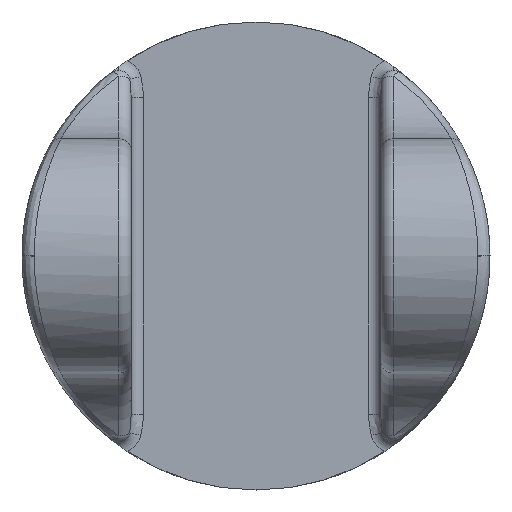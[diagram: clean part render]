
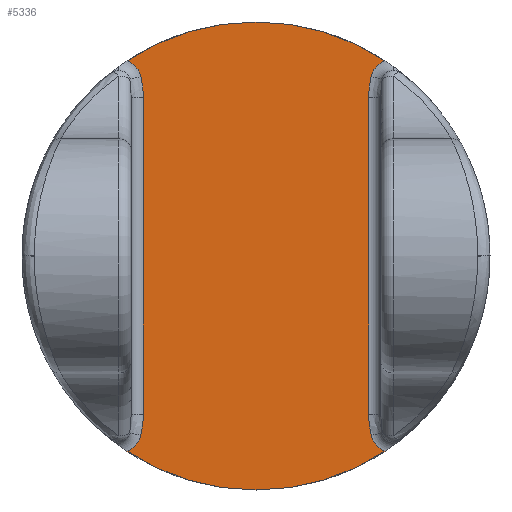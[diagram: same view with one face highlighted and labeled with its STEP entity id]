
A CAD part, front view. The second image highlights one B-rep face of the part: STEP entity #5336.
In plain terms, the highlighted planar face has unit normal (0, -1, 0).
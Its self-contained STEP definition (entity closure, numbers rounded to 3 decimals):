
#3 = ORIENTED_EDGE ( 'NONE', *, *, #299, .T. ) ;
#9 = VERTEX_POINT ( 'NONE', #5530 ) ;
#125 = ORIENTED_EDGE ( 'NONE', *, *, #5185, .T. ) ;
#184 = CARTESIAN_POINT ( 'NONE',  ( 0., 29.21, -19.05 ) ) ;
#193 = DIRECTION ( 'NONE',  ( 0., 0., 1. ) ) ;
#247 = DIRECTION ( 'NONE',  ( 0., 0., 1. ) ) ;
#272 = DIRECTION ( 'NONE',  ( 0., 1., 0. ) ) ;
#290 = EDGE_CURVE ( 'NONE', #452, #1437, #835, .T. ) ;
#299 = EDGE_CURVE ( 'NONE', #2006, #2143, #4561, .T. ) ;
#408 = CIRCLE ( 'NONE', #5017, 1.829 ) ;
#409 = EDGE_CURVE ( 'NONE', #4218, #452, #408, .T. ) ;
#428 = CIRCLE ( 'NONE', #716, 1.833 ) ;
#452 = VERTEX_POINT ( 'NONE', #2699 ) ;
#499 = CARTESIAN_POINT ( 'NONE',  ( 9.245, 29.21, -14.038 ) ) ;
#502 = CIRCLE ( 'NONE', #2422, 19.05 ) ;
#716 = AXIS2_PLACEMENT_3D ( 'NONE', #2628, #3532, #2659 ) ;
#717 = CARTESIAN_POINT ( 'NONE',  ( 9.16, 29.21, 14.187 ) ) ;
#746 = FACE_OUTER_BOUND ( 'NONE', #2647, .T. ) ;
#792 = CARTESIAN_POINT ( 'NONE',  ( 10.498, 29.21, 15.896 ) ) ;
#835 = B_SPLINE_CURVE_WITH_KNOTS ( 'NONE', 3,
 ( #2758, #499, #4585, #5525 ),
 .UNSPECIFIED., .F., .F.,
 ( 4, 4 ),
 ( 0., 0.002 ),
 .UNSPECIFIED. ) ;
#838 = VERTEX_POINT ( 'NONE', #4367 ) ;
#861 = CARTESIAN_POINT ( 'NONE',  ( -9.16, 29.21, 12.896 ) ) ;
#923 = VERTEX_POINT ( 'NONE', #792 ) ;
#1015 = CARTESIAN_POINT ( 'NONE',  ( -11.16, 29.21, 14.187 ) ) ;
#1060 = CARTESIAN_POINT ( 'NONE',  ( -9.375, 29.21, 14.605 ) ) ;
#1106 = CARTESIAN_POINT ( 'NONE',  ( 9.375, 29.21, 14.605 ) ) ;
#1159 = CARTESIAN_POINT ( 'NONE',  ( 9.243, 29.21, 14.043 ) ) ;
#1201 = DIRECTION ( 'NONE',  ( 0., 1., 0. ) ) ;
#1289 = AXIS2_PLACEMENT_3D ( 'NONE', #2477, #2533, #193 ) ;
#1309 = DIRECTION ( 'NONE',  ( 0., 1., 0. ) ) ;
#1393 = EDGE_CURVE ( 'NONE', #4218, #5176, #502, .T. ) ;
#1437 = VERTEX_POINT ( 'NONE', #2080 ) ;
#1500 = EDGE_CURVE ( 'NONE', #5176, #9, #3867, .T. ) ;
#1565 = CARTESIAN_POINT ( 'NONE',  ( -9.16, 29.21, -14.187 ) ) ;
#1577 = CARTESIAN_POINT ( 'NONE',  ( -11.16, 29.21, -14.187 ) ) ;
#1608 = AXIS2_PLACEMENT_3D ( 'NONE', #4921, #4832, #3965 ) ;
#1689 = EDGE_CURVE ( 'NONE', #2143, #3762, #2933, .T. ) ;
#1761 = EDGE_CURVE ( 'NONE', #838, #5513, #4270, .T. ) ;
#1806 = VERTEX_POINT ( 'NONE', #4280 ) ;
#1811 = AXIS2_PLACEMENT_3D ( 'NONE', #5439, #2611, #3966 ) ;
#1938 = AXIS2_PLACEMENT_3D ( 'NONE', #3439, #272, #3914 ) ;
#1942 = CARTESIAN_POINT ( 'NONE',  ( 10.503, 29.21, -15.893 ) ) ;
#2006 = VERTEX_POINT ( 'NONE', #4441 ) ;
#2008 = CARTESIAN_POINT ( 'NONE',  ( -9.16, 29.21, -13.463 ) ) ;
#2012 = DIRECTION ( 'NONE',  ( 0., 0., 1. ) ) ;
#2080 = CARTESIAN_POINT ( 'NONE',  ( 9.16, 29.21, -12.876 ) ) ;
#2103 = CIRCLE ( 'NONE', #4977, 1.833 ) ;
#2143 = VERTEX_POINT ( 'NONE', #3967 ) ;
#2176 = B_SPLINE_CURVE_WITH_KNOTS ( 'NONE', 3,
 ( #3399, #4742, #1159, #1106 ),
 .UNSPECIFIED., .F., .F.,
 ( 4, 4 ),
 ( 0., 0.002 ),
 .UNSPECIFIED. ) ;
#2384 = ORIENTED_EDGE ( 'NONE', *, *, #5041, .T. ) ;
#2408 = ORIENTED_EDGE ( 'NONE', *, *, #1761, .F. ) ;
#2422 = AXIS2_PLACEMENT_3D ( 'NONE', #2560, #1201, #247 ) ;
#2448 = CARTESIAN_POINT ( 'NONE',  ( 11.16, 29.21, -14.187 ) ) ;
#2477 = CARTESIAN_POINT ( 'NONE',  ( 0., 29.21, 0. ) ) ;
#2533 = DIRECTION ( 'NONE',  ( 0., 1., 0. ) ) ;
#2560 = CARTESIAN_POINT ( 'NONE',  ( 0., 29.21, 0. ) ) ;
#2611 = DIRECTION ( 'NONE',  ( 0., 1., 0. ) ) ;
#2617 = EDGE_CURVE ( 'NONE', #3762, #5732, #2916, .T. ) ;
#2628 = CARTESIAN_POINT ( 'NONE',  ( 11.16, 29.21, 14.187 ) ) ;
#2647 = EDGE_LOOP ( 'NONE', ( #3197, #5369, #4393, #125, #3693, #3415, #5759, #2408, #2384, #3, #4518, #5123, #5048, #5116 ) ) ;
#2659 = DIRECTION ( 'NONE',  ( 0., 0., 1. ) ) ;
#2699 = CARTESIAN_POINT ( 'NONE',  ( 9.38, 29.21, -14.608 ) ) ;
#2729 = DIRECTION ( 'NONE',  ( 0., 0., 1. ) ) ;
#2758 = CARTESIAN_POINT ( 'NONE',  ( 9.38, 29.21, -14.608 ) ) ;
#2761 = EDGE_CURVE ( 'NONE', #3636, #923, #428, .T. ) ;
#2858 = DIRECTION ( 'NONE',  ( 0., 1., 0. ) ) ;
#2902 = CARTESIAN_POINT ( 'NONE',  ( -9.243, 29.21, 14.043 ) ) ;
#2916 = B_SPLINE_CURVE_WITH_KNOTS ( 'NONE', 3,
 ( #4321, #2008, #3841, #5711 ),
 .UNSPECIFIED., .F., .F.,
 ( 4, 4 ),
 ( 0., 0.002 ),
 .UNSPECIFIED. ) ;
#2933 = LINE ( 'NONE', #1565, #3392 ) ;
#2974 = CARTESIAN_POINT ( 'NONE',  ( 0., 29.21, 19.05 ) ) ;
#3157 = AXIS2_PLACEMENT_3D ( 'NONE', #1577, #4799, #2012 ) ;
#3196 = CARTESIAN_POINT ( 'NONE',  ( -9.38, 29.21, -14.608 ) ) ;
#3197 = ORIENTED_EDGE ( 'NONE', *, *, #1393, .F. ) ;
#3344 = LINE ( 'NONE', #717, #5758 ) ;
#3392 = VECTOR ( 'NONE', #4844, 1000. ) ;
#3399 = CARTESIAN_POINT ( 'NONE',  ( 9.16, 29.21, 12.896 ) ) ;
#3415 = ORIENTED_EDGE ( 'NONE', *, *, #2761, .T. ) ;
#3439 = CARTESIAN_POINT ( 'NONE',  ( 0., 29.21, 0. ) ) ;
#3532 = DIRECTION ( 'NONE',  ( 0., 1., 0. ) ) ;
#3636 = VERTEX_POINT ( 'NONE', #4710 ) ;
#3680 = EDGE_CURVE ( 'NONE', #1806, #3636, #2176, .T. ) ;
#3693 = ORIENTED_EDGE ( 'NONE', *, *, #3680, .T. ) ;
#3751 = EDGE_CURVE ( 'NONE', #5732, #9, #4787, .T. ) ;
#3762 = VERTEX_POINT ( 'NONE', #5742 ) ;
#3841 = CARTESIAN_POINT ( 'NONE',  ( -9.245, 29.21, -14.038 ) ) ;
#3867 = CIRCLE ( 'NONE', #1938, 19.05 ) ;
#3914 = DIRECTION ( 'NONE',  ( 0., 0., 1. ) ) ;
#3965 = DIRECTION ( 'NONE',  ( 0., 0., 1. ) ) ;
#3966 = DIRECTION ( 'NONE',  ( 0., 0., 1. ) ) ;
#3967 = CARTESIAN_POINT ( 'NONE',  ( -9.16, 29.21, 12.896 ) ) ;
#4113 = EDGE_CURVE ( 'NONE', #5513, #923, #5366, .T. ) ;
#4218 = VERTEX_POINT ( 'NONE', #1942 ) ;
#4270 = CIRCLE ( 'NONE', #1289, 19.05 ) ;
#4280 = CARTESIAN_POINT ( 'NONE',  ( 9.16, 29.21, 12.896 ) ) ;
#4303 = DIRECTION ( 'NONE',  ( 0., 0., 1. ) ) ;
#4321 = CARTESIAN_POINT ( 'NONE',  ( -9.16, 29.21, -12.876 ) ) ;
#4367 = CARTESIAN_POINT ( 'NONE',  ( -10.498, 29.21, 15.896 ) ) ;
#4393 = ORIENTED_EDGE ( 'NONE', *, *, #290, .T. ) ;
#4441 = CARTESIAN_POINT ( 'NONE',  ( -9.375, 29.21, 14.605 ) ) ;
#4518 = ORIENTED_EDGE ( 'NONE', *, *, #1689, .T. ) ;
#4561 = B_SPLINE_CURVE_WITH_KNOTS ( 'NONE', 3,
 ( #1060, #2902, #5010, #861 ),
 .UNSPECIFIED., .F., .F.,
 ( 4, 4 ),
 ( 0., 0.002 ),
 .UNSPECIFIED. ) ;
#4585 = CARTESIAN_POINT ( 'NONE',  ( 9.16, 29.21, -13.463 ) ) ;
#4596 = DIRECTION ( 'NONE',  ( 0., 0., 1. ) ) ;
#4710 = CARTESIAN_POINT ( 'NONE',  ( 9.375, 29.21, 14.605 ) ) ;
#4742 = CARTESIAN_POINT ( 'NONE',  ( 9.16, 29.21, 13.475 ) ) ;
#4787 = CIRCLE ( 'NONE', #3157, 1.829 ) ;
#4799 = DIRECTION ( 'NONE',  ( 0., 1., 0. ) ) ;
#4832 = DIRECTION ( 'NONE',  ( 0., 1., 0. ) ) ;
#4844 = DIRECTION ( 'NONE',  ( 0., 0., -1. ) ) ;
#4921 = CARTESIAN_POINT ( 'NONE',  ( 0., 29.21, 0. ) ) ;
#4977 = AXIS2_PLACEMENT_3D ( 'NONE', #1015, #2858, #4596 ) ;
#5010 = CARTESIAN_POINT ( 'NONE',  ( -9.16, 29.21, 13.475 ) ) ;
#5017 = AXIS2_PLACEMENT_3D ( 'NONE', #2448, #1309, #2729 ) ;
#5041 = EDGE_CURVE ( 'NONE', #838, #2006, #2103, .T. ) ;
#5048 = ORIENTED_EDGE ( 'NONE', *, *, #3751, .T. ) ;
#5116 = ORIENTED_EDGE ( 'NONE', *, *, #1500, .F. ) ;
#5123 = ORIENTED_EDGE ( 'NONE', *, *, #2617, .T. ) ;
#5176 = VERTEX_POINT ( 'NONE', #184 ) ;
#5185 = EDGE_CURVE ( 'NONE', #1437, #1806, #3344, .T. ) ;
#5336 = ADVANCED_FACE ( 'NONE', ( #746 ), #5382, .F. ) ;
#5366 = CIRCLE ( 'NONE', #1608, 19.05 ) ;
#5369 = ORIENTED_EDGE ( 'NONE', *, *, #409, .T. ) ;
#5382 = PLANE ( 'NONE',  #1811 ) ;
#5439 = CARTESIAN_POINT ( 'NONE',  ( -10.16, 29.21, -19.05 ) ) ;
#5513 = VERTEX_POINT ( 'NONE', #2974 ) ;
#5525 = CARTESIAN_POINT ( 'NONE',  ( 9.16, 29.21, -12.876 ) ) ;
#5530 = CARTESIAN_POINT ( 'NONE',  ( -10.503, 29.21, -15.893 ) ) ;
#5711 = CARTESIAN_POINT ( 'NONE',  ( -9.38, 29.21, -14.608 ) ) ;
#5732 = VERTEX_POINT ( 'NONE', #3196 ) ;
#5742 = CARTESIAN_POINT ( 'NONE',  ( -9.16, 29.21, -12.876 ) ) ;
#5758 = VECTOR ( 'NONE', #4303, 1000. ) ;
#5759 = ORIENTED_EDGE ( 'NONE', *, *, #4113, .F. ) ;
